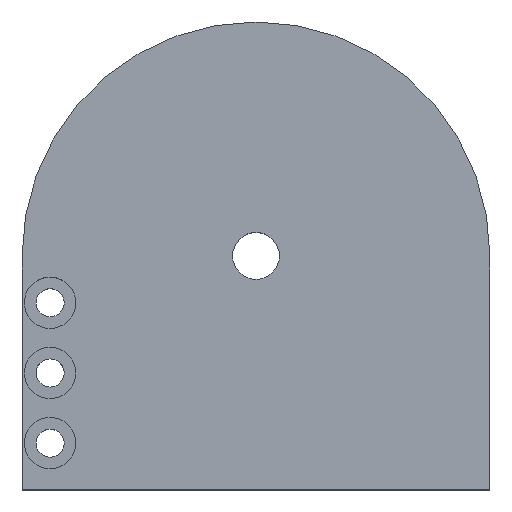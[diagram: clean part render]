
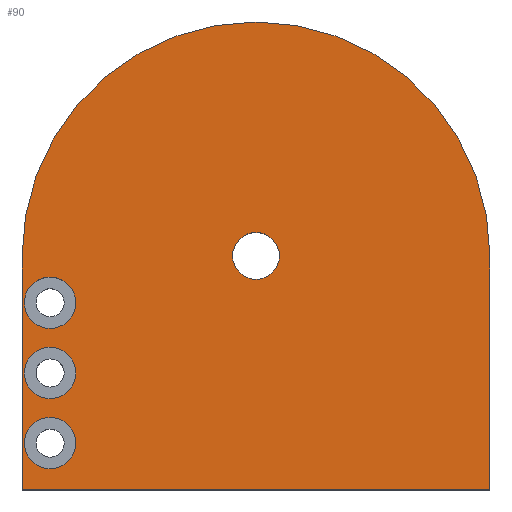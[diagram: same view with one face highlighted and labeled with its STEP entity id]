
A CAD part, top view. The second image highlights one B-rep face of the part: STEP entity #90.
In plain terms, the highlighted planar face has unit normal (0, 0, 1).
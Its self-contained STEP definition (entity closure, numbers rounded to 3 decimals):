
#14 = CARTESIAN_POINT ( 'NONE',  ( 50., 0., 12. ) ) ;
#19 = DIRECTION ( 'NONE',  ( 0., 0., 1. ) ) ;
#33 = DIRECTION ( 'NONE',  ( 0., -1., 0. ) ) ;
#36 = EDGE_CURVE ( 'NONE', #877, #121, #393, .T. ) ;
#39 = DIRECTION ( 'NONE',  ( 1., 0., 0. ) ) ;
#63 = DIRECTION ( 'NONE',  ( 1., 0., 0. ) ) ;
#65 = EDGE_CURVE ( 'NONE', #290, #70, #630, .T. ) ;
#67 = CARTESIAN_POINT ( 'NONE',  ( -44., -10., 12. ) ) ;
#69 = VERTEX_POINT ( 'NONE', #795 ) ;
#70 = VERTEX_POINT ( 'NONE', #229 ) ;
#78 = CARTESIAN_POINT ( 'NONE',  ( 0., 0., 12. ) ) ;
#79 = ORIENTED_EDGE ( 'NONE', *, *, #692, .F. ) ;
#90 = ADVANCED_FACE ( 'NONE', ( #206, #355, #275, #848, #116 ), #588, .T. ) ;
#102 = AXIS2_PLACEMENT_3D ( 'NONE', #914, #19, #108 ) ;
#108 = DIRECTION ( 'NONE',  ( 1., 0., 0. ) ) ;
#116 = FACE_OUTER_BOUND ( 'NONE', #881, .T. ) ;
#121 = VERTEX_POINT ( 'NONE', #167 ) ;
#122 = CARTESIAN_POINT ( 'NONE',  ( -38.5, -25., 12. ) ) ;
#127 = EDGE_CURVE ( 'NONE', #812, #246, #780, .T. ) ;
#145 = ORIENTED_EDGE ( 'NONE', *, *, #216, .F. ) ;
#159 = EDGE_LOOP ( 'NONE', ( #79, #392 ) ) ;
#162 = DIRECTION ( 'NONE',  ( 0., 0., 1. ) ) ;
#163 = ORIENTED_EDGE ( 'NONE', *, *, #498, .F. ) ;
#167 = CARTESIAN_POINT ( 'NONE',  ( -49.5, -25., 12. ) ) ;
#170 = CARTESIAN_POINT ( 'NONE',  ( -44., -25., 12. ) ) ;
#182 = CARTESIAN_POINT ( 'NONE',  ( -49.5, -10., 12. ) ) ;
#184 = ORIENTED_EDGE ( 'NONE', *, *, #127, .T. ) ;
#186 = CIRCLE ( 'NONE', #511, 5.5 ) ;
#200 = VECTOR ( 'NONE', #1057, 1000. ) ;
#206 = FACE_BOUND ( 'NONE', #211, .T. ) ;
#211 = EDGE_LOOP ( 'NONE', ( #312, #145 ) ) ;
#215 = DIRECTION ( 'NONE',  ( 1., 0., 0. ) ) ;
#216 = EDGE_CURVE ( 'NONE', #571, #580, #730, .T. ) ;
#229 = CARTESIAN_POINT ( 'NONE',  ( -38.5, -10., 12. ) ) ;
#246 = VERTEX_POINT ( 'NONE', #583 ) ;
#254 = CIRCLE ( 'NONE', #957, 5.5 ) ;
#256 = VERTEX_POINT ( 'NONE', #666 ) ;
#275 = FACE_BOUND ( 'NONE', #493, .T. ) ;
#276 = DIRECTION ( 'NONE',  ( 0., 0., 1. ) ) ;
#290 = VERTEX_POINT ( 'NONE', #182 ) ;
#312 = ORIENTED_EDGE ( 'NONE', *, *, #855, .F. ) ;
#317 = CARTESIAN_POINT ( 'NONE',  ( -5., 0., 12. ) ) ;
#327 = EDGE_CURVE ( 'NONE', #69, #812, #746, .T. ) ;
#339 = DIRECTION ( 'NONE',  ( 0., 1., 0. ) ) ;
#355 = FACE_BOUND ( 'NONE', #159, .T. ) ;
#357 = CIRCLE ( 'NONE', #102, 5.5 ) ;
#366 = CARTESIAN_POINT ( 'NONE',  ( -44., -40., 12. ) ) ;
#371 = AXIS2_PLACEMENT_3D ( 'NONE', #982, #830, #1049 ) ;
#373 = VECTOR ( 'NONE', #339, 1000. ) ;
#386 = EDGE_LOOP ( 'NONE', ( #747, #408 ) ) ;
#390 = CARTESIAN_POINT ( 'NONE',  ( -50., -50., 12. ) ) ;
#392 = ORIENTED_EDGE ( 'NONE', *, *, #841, .F. ) ;
#393 = CIRCLE ( 'NONE', #869, 5.5 ) ;
#403 = DIRECTION ( 'NONE',  ( 0., 0., 1. ) ) ;
#408 = ORIENTED_EDGE ( 'NONE', *, *, #1017, .F. ) ;
#412 = CARTESIAN_POINT ( 'NONE',  ( 5., 0., 12. ) ) ;
#445 = VECTOR ( 'NONE', #33, 1000. ) ;
#446 = LINE ( 'NONE', #685, #445 ) ;
#448 = CARTESIAN_POINT ( 'NONE',  ( -44., -25., 12. ) ) ;
#449 = ORIENTED_EDGE ( 'NONE', *, *, #327, .T. ) ;
#493 = EDGE_LOOP ( 'NONE', ( #163, #590 ) ) ;
#498 = EDGE_CURVE ( 'NONE', #70, #290, #254, .T. ) ;
#511 = AXIS2_PLACEMENT_3D ( 'NONE', #448, #1018, #63 ) ;
#514 = EDGE_CURVE ( 'NONE', #1027, #69, #638, .T. ) ;
#519 = VERTEX_POINT ( 'NONE', #1041 ) ;
#547 = AXIS2_PLACEMENT_3D ( 'NONE', #608, #949, #215 ) ;
#571 = VERTEX_POINT ( 'NONE', #317 ) ;
#574 = CARTESIAN_POINT ( 'NONE',  ( 0., 0., 12. ) ) ;
#580 = VERTEX_POINT ( 'NONE', #412 ) ;
#583 = CARTESIAN_POINT ( 'NONE',  ( -50., 0., 12. ) ) ;
#588 = PLANE ( 'NONE',  #714 ) ;
#590 = ORIENTED_EDGE ( 'NONE', *, *, #65, .F. ) ;
#608 = CARTESIAN_POINT ( 'NONE',  ( 0., 0., 12. ) ) ;
#630 = CIRCLE ( 'NONE', #371, 5.5 ) ;
#638 = LINE ( 'NONE', #390, #200 ) ;
#666 = CARTESIAN_POINT ( 'NONE',  ( -49.5, -40., 12. ) ) ;
#685 = CARTESIAN_POINT ( 'NONE',  ( -50., 0., 12. ) ) ;
#687 = CARTESIAN_POINT ( 'NONE',  ( -50., -50., 12. ) ) ;
#689 = CARTESIAN_POINT ( 'NONE',  ( 50., 0., 12. ) ) ;
#692 = EDGE_CURVE ( 'NONE', #519, #256, #357, .T. ) ;
#703 = ORIENTED_EDGE ( 'NONE', *, *, #824, .T. ) ;
#714 = AXIS2_PLACEMENT_3D ( 'NONE', #802, #815, #39 ) ;
#725 = DIRECTION ( 'NONE',  ( 1., 0., 0. ) ) ;
#730 = CIRCLE ( 'NONE', #764, 5. ) ;
#732 = AXIS2_PLACEMENT_3D ( 'NONE', #366, #276, #1020 ) ;
#736 = DIRECTION ( 'NONE',  ( 1., 0., 0. ) ) ;
#746 = LINE ( 'NONE', #14, #373 ) ;
#747 = ORIENTED_EDGE ( 'NONE', *, *, #36, .F. ) ;
#764 = AXIS2_PLACEMENT_3D ( 'NONE', #78, #403, #725 ) ;
#772 = ORIENTED_EDGE ( 'NONE', *, *, #514, .T. ) ;
#780 = CIRCLE ( 'NONE', #917, 50. ) ;
#795 = CARTESIAN_POINT ( 'NONE',  ( 50., -50., 12. ) ) ;
#802 = CARTESIAN_POINT ( 'NONE',  ( 0., 0., 12. ) ) ;
#812 = VERTEX_POINT ( 'NONE', #689 ) ;
#814 = DIRECTION ( 'NONE',  ( 0., 0., 1. ) ) ;
#815 = DIRECTION ( 'NONE',  ( 0., 0., 1. ) ) ;
#824 = EDGE_CURVE ( 'NONE', #246, #1027, #446, .T. ) ;
#825 = DIRECTION ( 'NONE',  ( 0., 0., 1. ) ) ;
#830 = DIRECTION ( 'NONE',  ( 0., 0., 1. ) ) ;
#841 = EDGE_CURVE ( 'NONE', #256, #519, #1044, .T. ) ;
#848 = FACE_BOUND ( 'NONE', #386, .T. ) ;
#855 = EDGE_CURVE ( 'NONE', #580, #571, #873, .T. ) ;
#869 = AXIS2_PLACEMENT_3D ( 'NONE', #170, #825, #994 ) ;
#873 = CIRCLE ( 'NONE', #547, 5. ) ;
#877 = VERTEX_POINT ( 'NONE', #122 ) ;
#881 = EDGE_LOOP ( 'NONE', ( #449, #184, #703, #772 ) ) ;
#893 = DIRECTION ( 'NONE',  ( 1., 0., 0. ) ) ;
#914 = CARTESIAN_POINT ( 'NONE',  ( -44., -40., 12. ) ) ;
#917 = AXIS2_PLACEMENT_3D ( 'NONE', #574, #162, #736 ) ;
#949 = DIRECTION ( 'NONE',  ( 0., 0., 1. ) ) ;
#957 = AXIS2_PLACEMENT_3D ( 'NONE', #67, #814, #893 ) ;
#982 = CARTESIAN_POINT ( 'NONE',  ( -44., -10., 12. ) ) ;
#994 = DIRECTION ( 'NONE',  ( 1., 0., 0. ) ) ;
#1017 = EDGE_CURVE ( 'NONE', #121, #877, #186, .T. ) ;
#1018 = DIRECTION ( 'NONE',  ( 0., 0., 1. ) ) ;
#1020 = DIRECTION ( 'NONE',  ( 1., 0., 0. ) ) ;
#1027 = VERTEX_POINT ( 'NONE', #687 ) ;
#1041 = CARTESIAN_POINT ( 'NONE',  ( -38.5, -40., 12. ) ) ;
#1044 = CIRCLE ( 'NONE', #732, 5.5 ) ;
#1049 = DIRECTION ( 'NONE',  ( 1., 0., 0. ) ) ;
#1057 = DIRECTION ( 'NONE',  ( 1., 0., 0. ) ) ;
